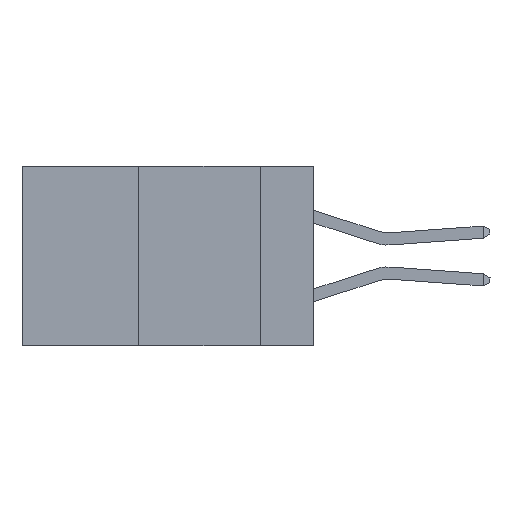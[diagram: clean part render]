
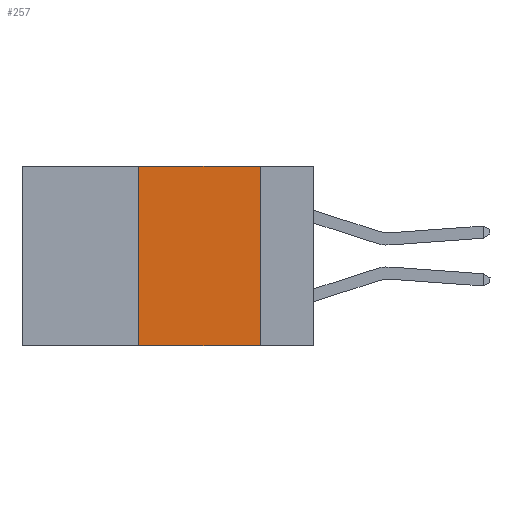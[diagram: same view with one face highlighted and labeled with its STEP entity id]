
A CAD part, left-side view. The second image highlights one B-rep face of the part: STEP entity #257.
In plain terms, the highlighted planar face has unit normal (-1, 0, 0).
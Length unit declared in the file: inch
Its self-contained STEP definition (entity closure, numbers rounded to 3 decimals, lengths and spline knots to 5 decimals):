
#84 = ORIENTED_EDGE ( 'NONE', *, *, #1304, .F. ) ;
#257 = ADVANCED_FACE ( 'NONE', ( #1283 ), #907, .F. ) ;
#805 = ORIENTED_EDGE ( 'NONE', *, *, #1689, .T. ) ;
#907 = PLANE ( 'NONE',  #1739 ) ;
#959 = DIRECTION ( 'NONE',  ( 1., 0., 0. ) ) ;
#1283 = FACE_OUTER_BOUND ( 'NONE', #11537, .T. ) ;
#1304 = EDGE_CURVE ( 'NONE', #7290, #9602, #4991, .T. ) ;
#1689 = EDGE_CURVE ( 'NONE', #7290, #2671, #3991, .T. ) ;
#1739 = AXIS2_PLACEMENT_3D ( 'NONE', #4109, #959, #2428 ) ;
#1798 = VECTOR ( 'NONE', #11215, 39.37008 ) ;
#2428 = DIRECTION ( 'NONE',  ( 0., 0., -1. ) ) ;
#2442 = CARTESIAN_POINT ( 'NONE',  ( 0., 0.11, -0.37 ) ) ;
#2541 = VECTOR ( 'NONE', #5352, 39.37008 ) ;
#2551 = EDGE_CURVE ( 'NONE', #9602, #10769, #8701, .T. ) ;
#2567 = EDGE_CURVE ( 'NONE', #10769, #2671, #7176, .T. ) ;
#2671 = VERTEX_POINT ( 'NONE', #2442 ) ;
#2748 = CARTESIAN_POINT ( 'NONE',  ( 0., 0.36, 0. ) ) ;
#3652 = DIRECTION ( 'NONE',  ( 0., -1., 0. ) ) ;
#3963 = VECTOR ( 'NONE', #10427, 39.37008 ) ;
#3991 = LINE ( 'NONE', #7481, #8432 ) ;
#4109 = CARTESIAN_POINT ( 'NONE',  ( 0., 0.6, 0. ) ) ;
#4464 = ORIENTED_EDGE ( 'NONE', *, *, #2567, .F. ) ;
#4991 = LINE ( 'NONE', #5533, #2541 ) ;
#5352 = DIRECTION ( 'NONE',  ( 0., 0., 1. ) ) ;
#5533 = CARTESIAN_POINT ( 'NONE',  ( 0., 0.36, 0. ) ) ;
#7176 = LINE ( 'NONE', #10404, #3963 ) ;
#7290 = VERTEX_POINT ( 'NONE', #9264 ) ;
#7481 = CARTESIAN_POINT ( 'NONE',  ( 0., 0.6, -0.37 ) ) ;
#7619 = CARTESIAN_POINT ( 'NONE',  ( 0., 0.11, 0. ) ) ;
#8432 = VECTOR ( 'NONE', #3652, 39.37008 ) ;
#8701 = LINE ( 'NONE', #10413, #1798 ) ;
#9264 = CARTESIAN_POINT ( 'NONE',  ( 0., 0.36, -0.37 ) ) ;
#9602 = VERTEX_POINT ( 'NONE', #2748 ) ;
#10404 = CARTESIAN_POINT ( 'NONE',  ( 0., 0.11, 0. ) ) ;
#10413 = CARTESIAN_POINT ( 'NONE',  ( 0., 0.6, 0. ) ) ;
#10427 = DIRECTION ( 'NONE',  ( 0., 0., -1. ) ) ;
#10533 = ORIENTED_EDGE ( 'NONE', *, *, #2551, .F. ) ;
#10769 = VERTEX_POINT ( 'NONE', #7619 ) ;
#11215 = DIRECTION ( 'NONE',  ( 0., -1., 0. ) ) ;
#11537 = EDGE_LOOP ( 'NONE', ( #4464, #10533, #84, #805 ) ) ;
